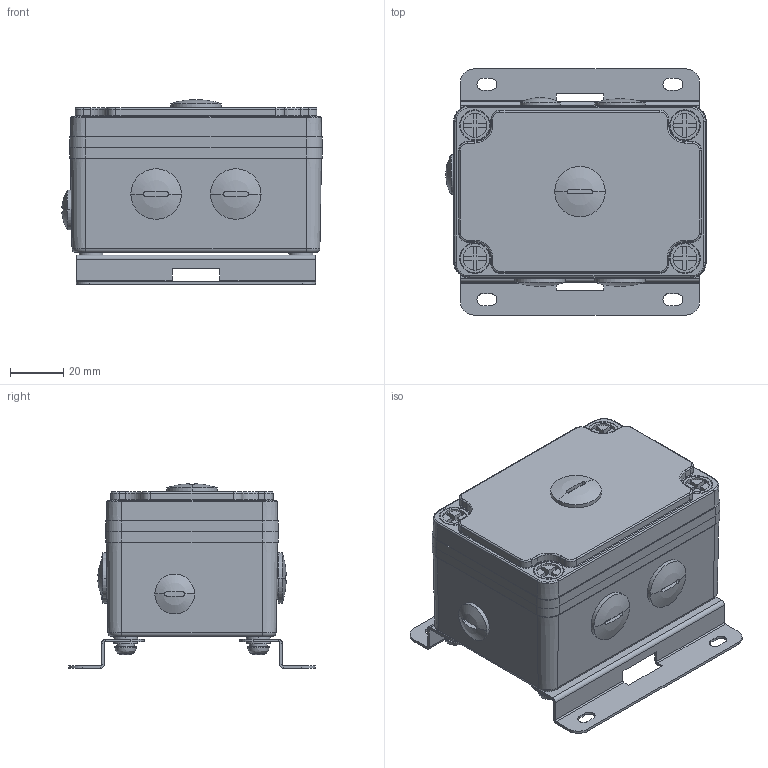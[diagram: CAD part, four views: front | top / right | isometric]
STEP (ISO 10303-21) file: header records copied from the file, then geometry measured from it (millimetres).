
FILE_DESCRIPTION((''),'2;1');
FILE_NAME('H09060L_ASM','2019-02-28T',('admin'),(''),'PRO/ENGINEER BY PARAMETRIC TECHNOLOGY CORPORATION, 2010280','PRO/ENGINEER BY PARAMETRIC TECHNOLOGY CORPORATION, 2010280','');
FILE_SCHEMA(('CONFIG_CONTROL_DESIGN','SHAPE_APPEARANCE_LAYERS_GROUPS'));
Products named in the file (28): H09060L_A; RAKU71460019; SO-M2_5-6-ZC; RAKU71460019_ASM; GB818-85_M4X5; HEXON_M2_5X15-6; PWB-96BOARD01; FH2_54_2X15_H8_5; 1408C004; LORA_MODE; 1405_SINGLE_PIN; TS-1806B; 1502A00J; QUECTEL_L70-R; PH-2A; WF150-2PIN; IPEX-FEMALE; IPEX_MALE; PWB-96BOARD01_ASM; RAKU71460020; GB818-88_M2_5X6; RAKU71450002; H09060L_B; GLS-M12; GLS-M16; 510650200; GB9074_4-88_M4X8; H09060L_ASM
Assembly tree (55 placements, depth 3):
  H09060L_ASM
    H09060L_A
    RAKU71460019_ASM
      RAKU71460019
      SO-M2_5-6-ZC  x5
    GB818-85_M4X5  x2
    HEXON_M2_5X15-6  x2
    PWB-96BOARD01_ASM
      PWB-96BOARD01
      FH2_54_2X15_H8_5
      1408C004
      LORA_MODE
      1405_SINGLE_PIN  x7
      TS-1806B
      1502A00J  x3
      QUECTEL_L70-R
      PH-2A
      WF150-2PIN
      IPEX-FEMALE  x2
      IPEX_MALE  x2
    RAKU71460020
    GB818-88_M2_5X6  x5
    RAKU71450002  x2
    H09060L_B
    GLS-M12  x2
    GLS-M16  x4
    510650200
    GB9074_4-88_M4X8  x4
Bounding box: 97.98 x 92.61 x 69.53 mm (x, y, z)
Volume: 117993.9 mm3; surface area: 114969.3 mm2
Topology: 57 solids, 57 shells, 4367 faces, 11148 edges, 7151 vertices
Faces by surface type: plane 3003, cylinder 918, cone 134, bspline 120, torus 74, extrusion 72, sphere 46
Entity records: 110210 total; most frequent: CARTESIAN_POINT 20193, ORIENTED_EDGE 16138, DIRECTION 15591, EDGE_CURVE 8069, VECTOR 6291, LINE 6255, VERTEX_POINT 5213, AXIS2_PLACEMENT_3D 4650
